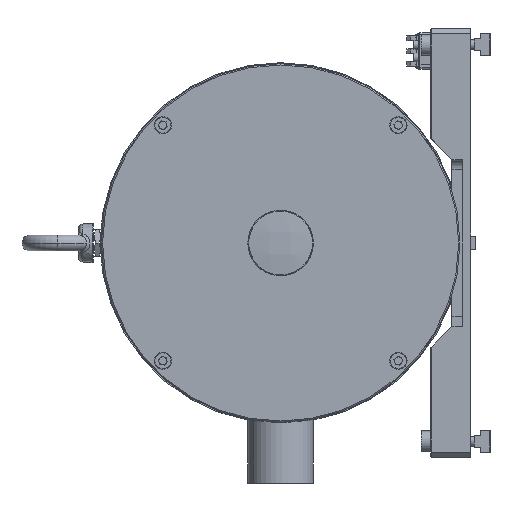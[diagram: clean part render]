
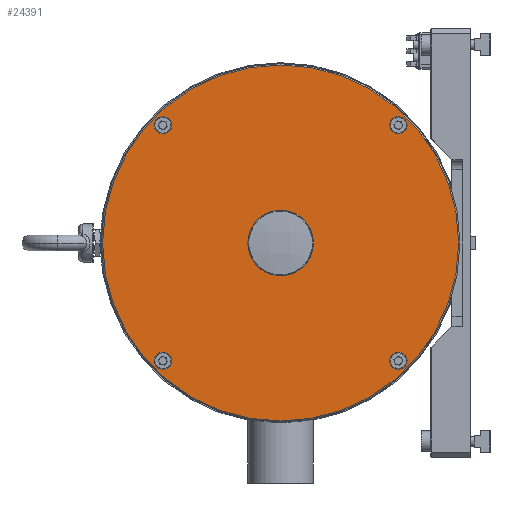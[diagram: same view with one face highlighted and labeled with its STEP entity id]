
A CAD part, left-side view. The second image highlights one B-rep face of the part: STEP entity #24391.
In plain terms, the highlighted planar face has unit normal (-1, 0, 0).
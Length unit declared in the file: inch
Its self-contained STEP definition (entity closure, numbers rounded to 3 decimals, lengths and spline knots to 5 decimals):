
#42 = AXIS2_PLACEMENT_3D ( 'NONE', #25713, #22006, #3557 ) ;
#179 = CARTESIAN_POINT ( 'NONE',  ( -3.025, 1.58469, -2.92318 ) ) ;
#762 = DIRECTION ( 'NONE',  ( 0., 1., 0. ) ) ;
#813 = CARTESIAN_POINT ( 'NONE',  ( -3.025, 2.01776, -2.92318 ) ) ;
#1061 = DIRECTION ( 'NONE',  ( 0., 1., 0. ) ) ;
#1392 = AXIS2_PLACEMENT_3D ( 'NONE', #7072, #7528, #7660 ) ;
#1632 = CIRCLE ( 'NONE', #24511, 0.21654 ) ;
#1737 = DIRECTION ( 'NONE',  ( -1., 0., 0. ) ) ;
#2430 = EDGE_CURVE ( 'NONE', #31050, #12090, #30525, .T. ) ;
#2612 = VERTEX_POINT ( 'NONE', #25994 ) ;
#2748 = CARTESIAN_POINT ( 'NONE',  ( -3.025, 7.64758, -2.92318 ) ) ;
#2756 = VERTEX_POINT ( 'NONE', #32541 ) ;
#2853 = EDGE_CURVE ( 'NONE', #2612, #24319, #4165, .T. ) ;
#3557 = DIRECTION ( 'NONE',  ( 0., 1., 0. ) ) ;
#3558 = EDGE_CURVE ( 'NONE', #31620, #32696, #1632, .T. ) ;
#3641 = EDGE_CURVE ( 'NONE', #8217, #4693, #29652, .T. ) ;
#3793 = CARTESIAN_POINT ( 'NONE',  ( -3.025, 0.30565, 0. ) ) ;
#3868 = CARTESIAN_POINT ( 'NONE',  ( -3.025, 7.64758, 2.92318 ) ) ;
#4026 = ORIENTED_EDGE ( 'NONE', *, *, #8741, .F. ) ;
#4165 = CIRCLE ( 'NONE', #42, 0.78125 ) ;
#4621 = CARTESIAN_POINT ( 'NONE',  ( -3.025, 7.86411, -2.92318 ) ) ;
#4693 = VERTEX_POINT ( 'NONE', #179 ) ;
#5679 = CARTESIAN_POINT ( 'NONE',  ( -3.025, 4.7244, 0. ) ) ;
#6050 = AXIS2_PLACEMENT_3D ( 'NONE', #11034, #30616, #13865 ) ;
#6344 = DIRECTION ( 'NONE',  ( -1., 0., 0. ) ) ;
#6687 = AXIS2_PLACEMENT_3D ( 'NONE', #25930, #9083, #28692 ) ;
#6713 = DIRECTION ( 'NONE',  ( 0., -1., 0. ) ) ;
#7072 = CARTESIAN_POINT ( 'NONE',  ( -3.025, 4.7244, 0. ) ) ;
#7237 = CIRCLE ( 'NONE', #17439, 4.41875 ) ;
#7528 = DIRECTION ( 'NONE',  ( -1., 0., 0. ) ) ;
#7539 = FACE_BOUND ( 'NONE', #23871, .T. ) ;
#7660 = DIRECTION ( 'NONE',  ( 0., 1., 0. ) ) ;
#7898 = EDGE_CURVE ( 'NONE', #4693, #8217, #36012, .T. ) ;
#8056 = EDGE_CURVE ( 'NONE', #32696, #31620, #20647, .T. ) ;
#8217 = VERTEX_POINT ( 'NONE', #813 ) ;
#8572 = DIRECTION ( 'NONE',  ( 0., 1., 0. ) ) ;
#8577 = CIRCLE ( 'NONE', #23080, 0.78125 ) ;
#8741 = EDGE_CURVE ( 'NONE', #35140, #2756, #24944, .T. ) ;
#9083 = DIRECTION ( 'NONE',  ( -1., 0., 0. ) ) ;
#9319 = EDGE_CURVE ( 'NONE', #29871, #10767, #34081, .T. ) ;
#9438 = EDGE_CURVE ( 'NONE', #12090, #31050, #7237, .T. ) ;
#9688 = EDGE_CURVE ( 'NONE', #24319, #2612, #8577, .T. ) ;
#10381 = AXIS2_PLACEMENT_3D ( 'NONE', #2748, #11105, #14600 ) ;
#10767 = VERTEX_POINT ( 'NONE', #21534 ) ;
#10960 = EDGE_CURVE ( 'NONE', #10767, #29871, #11122, .T. ) ;
#11034 = CARTESIAN_POINT ( 'NONE',  ( -3.025, 7.64758, 2.92318 ) ) ;
#11105 = DIRECTION ( 'NONE',  ( -1., 0., 0. ) ) ;
#11122 = CIRCLE ( 'NONE', #16592, 0.21654 ) ;
#11568 = ORIENTED_EDGE ( 'NONE', *, *, #10960, .F. ) ;
#12090 = VERTEX_POINT ( 'NONE', #17699 ) ;
#13228 = AXIS2_PLACEMENT_3D ( 'NONE', #3868, #23619, #6713 ) ;
#13276 = CARTESIAN_POINT ( 'NONE',  ( -3.025, 7.43104, 2.92318 ) ) ;
#13397 = AXIS2_PLACEMENT_3D ( 'NONE', #30448, #30364, #30331 ) ;
#13865 = DIRECTION ( 'NONE',  ( 0., -1., 0. ) ) ;
#14600 = DIRECTION ( 'NONE',  ( 0., -1., 0. ) ) ;
#14744 = CIRCLE ( 'NONE', #6050, 0.21654 ) ;
#15096 = FACE_BOUND ( 'NONE', #31041, .T. ) ;
#16224 = ORIENTED_EDGE ( 'NONE', *, *, #3558, .F. ) ;
#16592 = AXIS2_PLACEMENT_3D ( 'NONE', #23248, #6344, #26077 ) ;
#16762 = ORIENTED_EDGE ( 'NONE', *, *, #8056, .F. ) ;
#17439 = AXIS2_PLACEMENT_3D ( 'NONE', #34818, #18056, #1061 ) ;
#17636 = PLANE ( 'NONE',  #18560 ) ;
#17699 = CARTESIAN_POINT ( 'NONE',  ( -3.025, 9.14315, 0. ) ) ;
#17757 = DIRECTION ( 'NONE',  ( 1., 0., 0. ) ) ;
#18056 = DIRECTION ( 'NONE',  ( -1., 0., 0. ) ) ;
#18560 = AXIS2_PLACEMENT_3D ( 'NONE', #34542, #17757, #762 ) ;
#19007 = DIRECTION ( 'NONE',  ( 0., -1., 0. ) ) ;
#20647 = CIRCLE ( 'NONE', #10381, 0.21654 ) ;
#20846 = ORIENTED_EDGE ( 'NONE', *, *, #9688, .T. ) ;
#21076 = ORIENTED_EDGE ( 'NONE', *, *, #2853, .T. ) ;
#21531 = ORIENTED_EDGE ( 'NONE', *, *, #9319, .F. ) ;
#21534 = CARTESIAN_POINT ( 'NONE',  ( -3.025, 2.01776, 2.92318 ) ) ;
#21715 = ORIENTED_EDGE ( 'NONE', *, *, #29305, .F. ) ;
#22006 = DIRECTION ( 'NONE',  ( 1., 0., 0. ) ) ;
#22571 = FACE_BOUND ( 'NONE', #22929, .T. ) ;
#22929 = EDGE_LOOP ( 'NONE', ( #16762, #16224 ) ) ;
#23053 = CARTESIAN_POINT ( 'NONE',  ( -3.025, 5.50565, 0. ) ) ;
#23080 = AXIS2_PLACEMENT_3D ( 'NONE', #5679, #25389, #8572 ) ;
#23248 = CARTESIAN_POINT ( 'NONE',  ( -3.025, 1.80122, 2.92318 ) ) ;
#23619 = DIRECTION ( 'NONE',  ( -1., 0., 0. ) ) ;
#23871 = EDGE_LOOP ( 'NONE', ( #21531, #11568 ) ) ;
#24151 = ORIENTED_EDGE ( 'NONE', *, *, #7898, .F. ) ;
#24319 = VERTEX_POINT ( 'NONE', #23053 ) ;
#24391 = ADVANCED_FACE ( 'NONE', ( #7539, #29962, #22571, #15096, #36570, #29074 ), #17636, .F. ) ;
#24511 = AXIS2_PLACEMENT_3D ( 'NONE', #34041, #34032, #34007 ) ;
#24750 = CARTESIAN_POINT ( 'NONE',  ( -3.025, 1.80122, -2.92318 ) ) ;
#24944 = CIRCLE ( 'NONE', #13228, 0.21654 ) ;
#24959 = CARTESIAN_POINT ( 'NONE',  ( -3.025, 7.43104, -2.92318 ) ) ;
#25389 = DIRECTION ( 'NONE',  ( 1., 0., 0. ) ) ;
#25713 = CARTESIAN_POINT ( 'NONE',  ( -3.025, 4.7244, 0. ) ) ;
#25930 = CARTESIAN_POINT ( 'NONE',  ( -3.025, 1.80122, 2.92318 ) ) ;
#25994 = CARTESIAN_POINT ( 'NONE',  ( -3.025, 3.94315, 0. ) ) ;
#26077 = DIRECTION ( 'NONE',  ( 0., -1., 0. ) ) ;
#27518 = EDGE_LOOP ( 'NONE', ( #20846, #21076 ) ) ;
#28692 = DIRECTION ( 'NONE',  ( 0., -1., 0. ) ) ;
#29074 = FACE_BOUND ( 'NONE', #27518, .T. ) ;
#29305 = EDGE_CURVE ( 'NONE', #2756, #35140, #14744, .T. ) ;
#29652 = CIRCLE ( 'NONE', #13397, 0.21654 ) ;
#29871 = VERTEX_POINT ( 'NONE', #33673 ) ;
#29962 = FACE_BOUND ( 'NONE', #30208, .T. ) ;
#30208 = EDGE_LOOP ( 'NONE', ( #4026, #21715 ) ) ;
#30331 = DIRECTION ( 'NONE',  ( 0., -1., 0. ) ) ;
#30364 = DIRECTION ( 'NONE',  ( -1., 0., 0. ) ) ;
#30448 = CARTESIAN_POINT ( 'NONE',  ( -3.025, 1.80122, -2.92318 ) ) ;
#30525 = CIRCLE ( 'NONE', #1392, 4.41875 ) ;
#30616 = DIRECTION ( 'NONE',  ( -1., 0., 0. ) ) ;
#31041 = EDGE_LOOP ( 'NONE', ( #24151, #36583 ) ) ;
#31050 = VERTEX_POINT ( 'NONE', #3793 ) ;
#31620 = VERTEX_POINT ( 'NONE', #4621 ) ;
#32541 = CARTESIAN_POINT ( 'NONE',  ( -3.025, 7.86411, 2.92318 ) ) ;
#32696 = VERTEX_POINT ( 'NONE', #24959 ) ;
#33000 = ORIENTED_EDGE ( 'NONE', *, *, #2430, .T. ) ;
#33044 = ORIENTED_EDGE ( 'NONE', *, *, #9438, .T. ) ;
#33673 = CARTESIAN_POINT ( 'NONE',  ( -3.025, 1.58469, 2.92318 ) ) ;
#34007 = DIRECTION ( 'NONE',  ( 0., -1., 0. ) ) ;
#34032 = DIRECTION ( 'NONE',  ( -1., 0., 0. ) ) ;
#34041 = CARTESIAN_POINT ( 'NONE',  ( -3.025, 7.64758, -2.92318 ) ) ;
#34081 = CIRCLE ( 'NONE', #6687, 0.21654 ) ;
#34213 = EDGE_LOOP ( 'NONE', ( #33044, #33000 ) ) ;
#34542 = CARTESIAN_POINT ( 'NONE',  ( -3.025, 4.7244, 0.75 ) ) ;
#34818 = CARTESIAN_POINT ( 'NONE',  ( -3.025, 4.7244, 0. ) ) ;
#35140 = VERTEX_POINT ( 'NONE', #13276 ) ;
#35231 = AXIS2_PLACEMENT_3D ( 'NONE', #24750, #1737, #19007 ) ;
#36012 = CIRCLE ( 'NONE', #35231, 0.21654 ) ;
#36570 = FACE_OUTER_BOUND ( 'NONE', #34213, .T. ) ;
#36583 = ORIENTED_EDGE ( 'NONE', *, *, #3641, .F. ) ;
